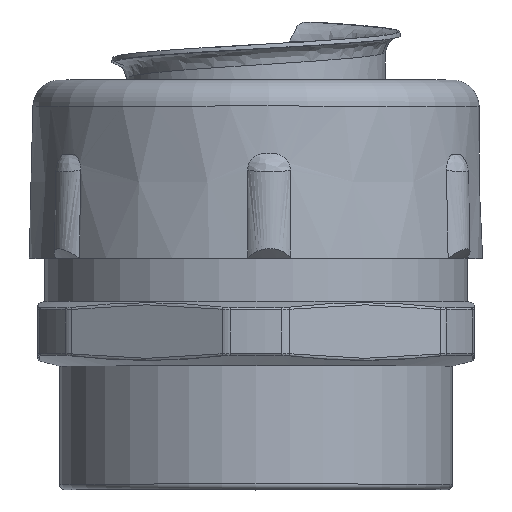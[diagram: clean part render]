
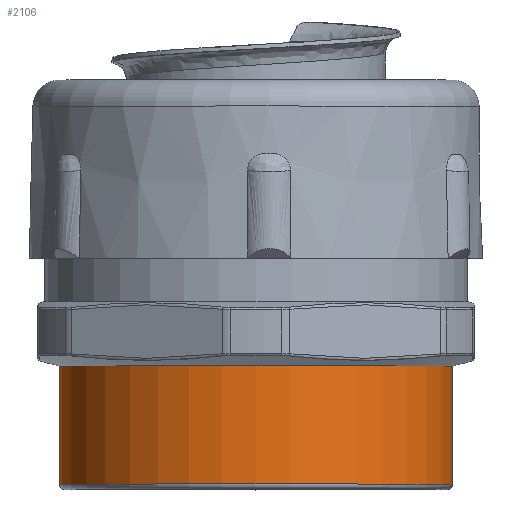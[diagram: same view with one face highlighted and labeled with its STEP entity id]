
A CAD part, top view. The second image highlights one B-rep face of the part: STEP entity #2106.
In plain terms, the highlighted cylindrical face has radius 18.3 mm (diameter 36.6 mm), a full revolution.
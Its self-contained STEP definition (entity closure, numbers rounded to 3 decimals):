
#508=FACE_OUTER_BOUND('',#640,.T.);
#640=EDGE_LOOP('',(#1940,#1941,#1942,#1943,#1944));
#681=LINE('',#6473,#719);
#719=VECTOR('',#2745,18.3);
#801=CIRCLE('',#2256,18.3);
#840=CIRCLE('',#2319,18.3);
#842=CIRCLE('',#2321,18.3);
#988=VERTEX_POINT('',#5833);
#1030=VERTEX_POINT('',#6467);
#1031=VERTEX_POINT('',#6468);
#1251=EDGE_CURVE('',#988,#988,#801,.T.);
#1333=EDGE_CURVE('',#1030,#1031,#840,.T.);
#1335=EDGE_CURVE('',#1031,#1030,#842,.T.);
#1336=EDGE_CURVE('',#988,#1030,#681,.T.);
#1940=ORIENTED_EDGE('',*,*,#1251,.F.);
#1941=ORIENTED_EDGE('',*,*,#1336,.T.);
#1942=ORIENTED_EDGE('',*,*,#1335,.F.);
#1943=ORIENTED_EDGE('',*,*,#1333,.F.);
#1944=ORIENTED_EDGE('',*,*,#1336,.F.);
#1982=CYLINDRICAL_SURFACE('',#2322,18.3);
#2106=ADVANCED_FACE('',(#508),#1982,.T.);
#2256=AXIS2_PLACEMENT_3D('',#5835,#2596,#2597);
#2319=AXIS2_PLACEMENT_3D('',#6469,#2737,#2738);
#2321=AXIS2_PLACEMENT_3D('',#6471,#2741,#2742);
#2322=AXIS2_PLACEMENT_3D('',#6472,#2743,#2744);
#2596=DIRECTION('center_axis',(0.,1.,0.));
#2597=DIRECTION('ref_axis',(1.,0.,0.));
#2737=DIRECTION('center_axis',(0.,-1.,0.));
#2738=DIRECTION('ref_axis',(1.,0.,0.));
#2741=DIRECTION('center_axis',(0.,-1.,0.));
#2742=DIRECTION('ref_axis',(1.,0.,0.));
#2743=DIRECTION('center_axis',(0.,1.,0.));
#2744=DIRECTION('ref_axis',(-1.,0.,0.));
#2745=DIRECTION('',(0.,-1.,0.));
#5833=CARTESIAN_POINT('',(18.3,11.5,0.));
#5835=CARTESIAN_POINT('Origin',(0.,11.5,0.));
#6467=CARTESIAN_POINT('',(18.3,0.5,0.));
#6468=CARTESIAN_POINT('',(0.,0.5,-18.3));
#6469=CARTESIAN_POINT('Origin',(0.,0.5,0.));
#6471=CARTESIAN_POINT('Origin',(0.,0.5,0.));
#6472=CARTESIAN_POINT('Origin',(0.,5.75,0.));
#6473=CARTESIAN_POINT('',(18.3,5.75,0.));
